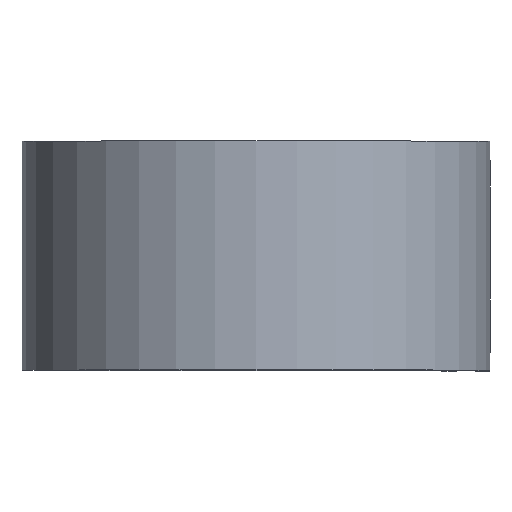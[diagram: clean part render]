
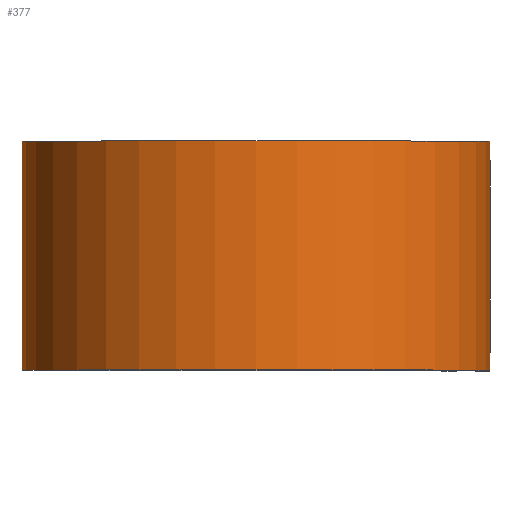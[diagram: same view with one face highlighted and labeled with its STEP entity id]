
A CAD part, top view. The second image highlights one B-rep face of the part: STEP entity #377.
In plain terms, the highlighted cylindrical face has radius 19.469 mm (diameter 38.938 mm), a partial arc.
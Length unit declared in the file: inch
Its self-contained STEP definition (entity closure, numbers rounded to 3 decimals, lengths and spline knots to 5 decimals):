
#2 = CIRCLE ( 'NONE', #67, 0.7665 ) ;
#55 = VERTEX_POINT ( 'NONE', #92 ) ;
#63 = ORIENTED_EDGE ( 'NONE', *, *, #589, .F. ) ;
#67 = AXIS2_PLACEMENT_3D ( 'NONE', #414, #643, #175 ) ;
#79 = CARTESIAN_POINT ( 'NONE',  ( 0., -0.375, 0. ) ) ;
#80 = DIRECTION ( 'NONE',  ( 0., -1., 0. ) ) ;
#90 = CARTESIAN_POINT ( 'NONE',  ( 0.7665, 0.375, 0. ) ) ;
#92 = CARTESIAN_POINT ( 'NONE',  ( 0., -0.375, -0.7665 ) ) ;
#131 = DIRECTION ( 'NONE',  ( 0., -1., 0. ) ) ;
#165 = ORIENTED_EDGE ( 'NONE', *, *, #387, .T. ) ;
#175 = DIRECTION ( 'NONE',  ( 1., 0., 0. ) ) ;
#220 = CYLINDRICAL_SURFACE ( 'NONE', #487, 0.7665 ) ;
#231 = CARTESIAN_POINT ( 'NONE',  ( 0., 0.375, -0.7665 ) ) ;
#252 = LINE ( 'NONE', #90, #314 ) ;
#276 = CARTESIAN_POINT ( 'NONE',  ( 0.7665, -0.375, 0. ) ) ;
#294 = DIRECTION ( 'NONE',  ( 0., 0., -1. ) ) ;
#302 = DIRECTION ( 'NONE',  ( 0., -1., 0. ) ) ;
#314 = VECTOR ( 'NONE', #302, 39.37008 ) ;
#362 = ORIENTED_EDGE ( 'NONE', *, *, #731, .T. ) ;
#376 = DIRECTION ( 'NONE',  ( 1., 0., 0. ) ) ;
#377 = ADVANCED_FACE ( 'NONE', ( #587 ), #220, .T. ) ;
#387 = EDGE_CURVE ( 'NONE', #55, #501, #491, .T. ) ;
#405 = CARTESIAN_POINT ( 'NONE',  ( 0.7665, 0.375, 0. ) ) ;
#414 = CARTESIAN_POINT ( 'NONE',  ( 0., 0.375, 0. ) ) ;
#458 = ORIENTED_EDGE ( 'NONE', *, *, #529, .F. ) ;
#487 = AXIS2_PLACEMENT_3D ( 'NONE', #652, #131, #294 ) ;
#491 = CIRCLE ( 'NONE', #563, 0.7665 ) ;
#501 = VERTEX_POINT ( 'NONE', #276 ) ;
#512 = LINE ( 'NONE', #231, #552 ) ;
#529 = EDGE_CURVE ( 'NONE', #736, #719, #2, .T. ) ;
#532 = EDGE_LOOP ( 'NONE', ( #165, #63, #458, #362 ) ) ;
#552 = VECTOR ( 'NONE', #80, 39.37008 ) ;
#563 = AXIS2_PLACEMENT_3D ( 'NONE', #79, #664, #376 ) ;
#587 = FACE_OUTER_BOUND ( 'NONE', #532, .T. ) ;
#589 = EDGE_CURVE ( 'NONE', #719, #501, #252, .T. ) ;
#633 = CARTESIAN_POINT ( 'NONE',  ( 0., 0.375, -0.7665 ) ) ;
#643 = DIRECTION ( 'NONE',  ( 0., 1., 0. ) ) ;
#652 = CARTESIAN_POINT ( 'NONE',  ( 0., 0.375, 0. ) ) ;
#664 = DIRECTION ( 'NONE',  ( 0., 1., 0. ) ) ;
#719 = VERTEX_POINT ( 'NONE', #405 ) ;
#731 = EDGE_CURVE ( 'NONE', #736, #55, #512, .T. ) ;
#736 = VERTEX_POINT ( 'NONE', #633 ) ;
